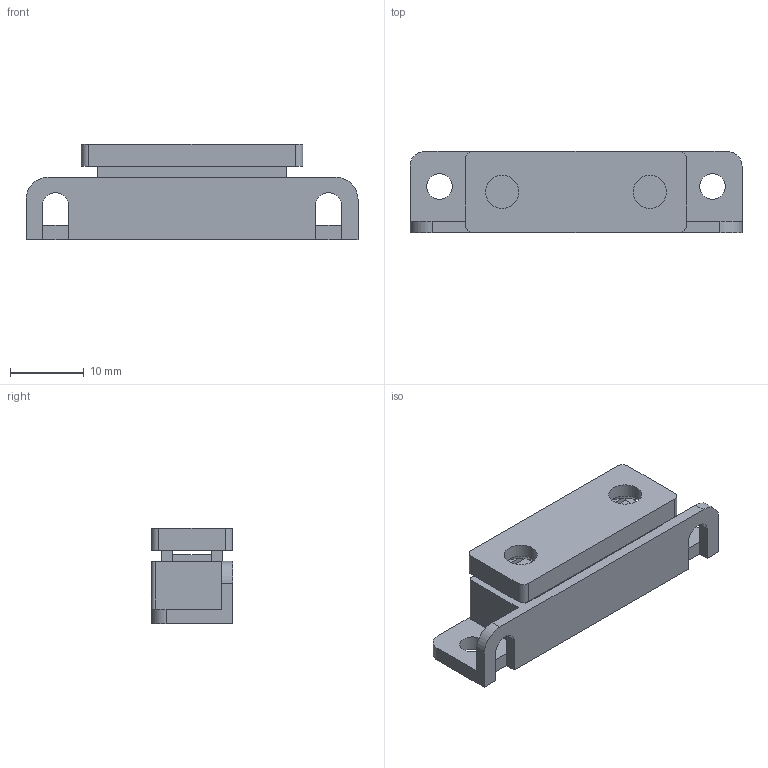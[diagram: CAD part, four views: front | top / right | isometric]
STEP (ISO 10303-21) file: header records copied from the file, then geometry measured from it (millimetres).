
FILE_DESCRIPTION (( 'STEP AP214' ), '1' );
FILE_NAME ('mc-110nf.step', '2014-07-14T02:20:29', ( '' ), ( '' ), 'SwSTEP 2.0', 'SolidWorks 2013', '' );
FILE_SCHEMA (( 'AUTOMOTIVE_DESIGN' ));
Length unit declared in the file: millimetre
Products named in the file (7): mc-110nf-01-04; mc-110nf-01; mc-110nf; mc-110nf-01-02; mc-110nf-02; mc-110nf-01-03; mc-110nf-01-01
Assembly tree (8 placements, depth 3):
  mc-110nf
    mc-110nf-01
      mc-110nf-01-01
      mc-110nf-01-02  x2
      mc-110nf-01-03
      mc-110nf-01-04  x2
    mc-110nf-02
Bounding box: 45 x 11 x 13 mm (x, y, z)
Volume: 4002 mm3; surface area: 5206.8 mm2
Topology: 7 solids, 7 shells, 88 faces, 229 edges, 151 vertices
Faces by surface type: plane 70, cylinder 16, cone 2
Full cylindrical faces by diameter (mm): 3.5 x2, 4.5 x2
Entity records: 2636 total; most frequent: CARTESIAN_POINT 420, DIRECTION 408, ORIENTED_EDGE 396, EDGE_CURVE 198, LINE 164, VECTOR 164, VERTEX_POINT 134, AXIS2_PLACEMENT_3D 122
